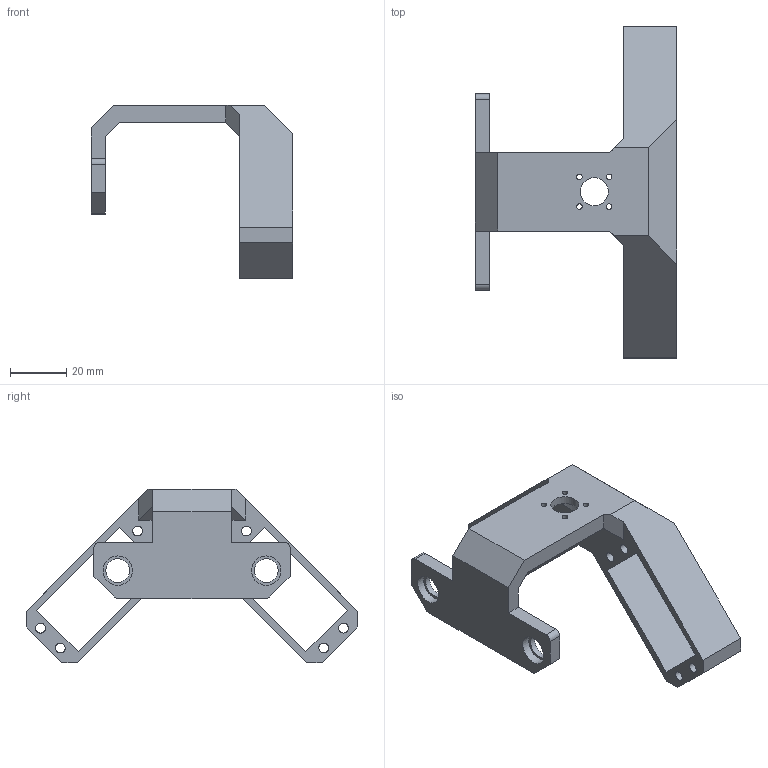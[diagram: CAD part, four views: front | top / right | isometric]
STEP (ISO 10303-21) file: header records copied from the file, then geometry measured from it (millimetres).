
FILE_DESCRIPTION(('FreeCAD Model'),'2;1');
FILE_NAME( 'hip.step', '2015-04-08T20:49:56',('FreeCAD'),('FreeCAD'), 'Open CASCADE STEP processor 6.7','FreeCAD','Unknown');
FILE_SCHEMA(('AUTOMOTIVE_DESIGN_CC2 { 1 2 10303 214 -1 1 5 4 }'));
Length unit declared in the file: millimetre
Products named in the file (1): Chamfer036
Bounding box: 72 x 118.45 x 61.84 mm (x, y, z)
Volume: 46888.1 mm3; surface area: 23628.6 mm2
Topology: 1 solids, 1 shells, 67 faces, 187 edges, 124 vertices
Faces by surface type: plane 45, cylinder 22
Full cylindrical faces by diameter (mm): 2 x4, 3.5 x8, 8.5 x2, 10 x1, 10.5 x2, 22.5 x1
Entity records: 4776 total; most frequent: CARTESIAN_POINT 1037, DIRECTION 662, LINE 397, VECTOR 397, ORIENTED_EDGE 374, PCURVE 374, DEFINITIONAL_REPRESENTATION 374, EDGE_CURVE 187
